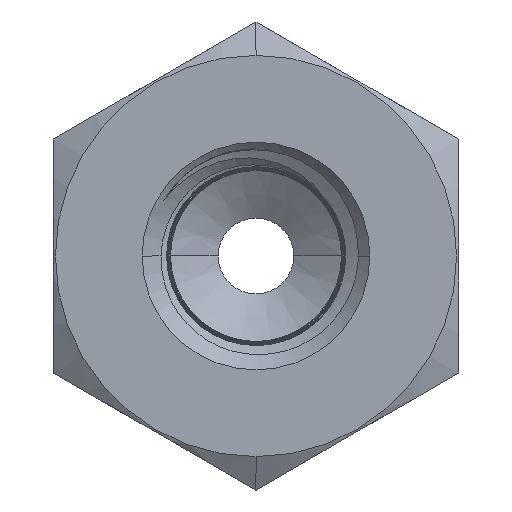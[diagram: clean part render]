
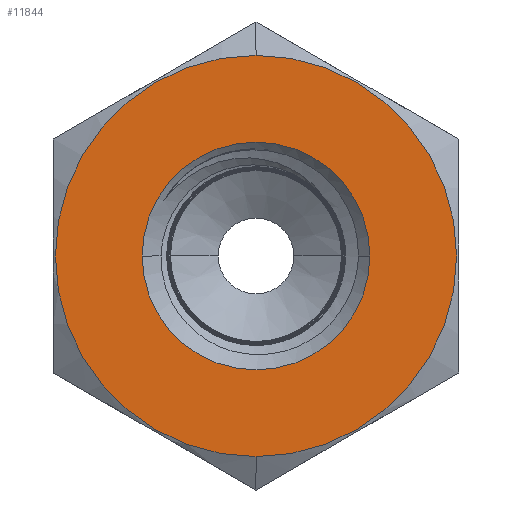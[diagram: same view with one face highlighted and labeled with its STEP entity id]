
A CAD part, front view. The second image highlights one B-rep face of the part: STEP entity #11844.
In plain terms, the highlighted planar face has unit normal (0, -1, 0).
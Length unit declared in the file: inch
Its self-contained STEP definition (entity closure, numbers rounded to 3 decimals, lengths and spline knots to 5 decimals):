
#188 = DIRECTION ( 'NONE',  ( 0., -1., 0. ) ) ;
#464 = CARTESIAN_POINT ( 'NONE',  ( 0., 0., 0. ) ) ;
#1084 = DIRECTION ( 'NONE',  ( 0., 1., 0. ) ) ;
#1144 = FACE_OUTER_BOUND ( 'NONE', #10544, .T. ) ;
#1209 = CARTESIAN_POINT ( 'NONE',  ( 0., 0., 0. ) ) ;
#1763 = EDGE_LOOP ( 'NONE', ( #6505, #8410 ) ) ;
#1861 = VERTEX_POINT ( 'NONE', #10244 ) ;
#2021 = CIRCLE ( 'NONE', #5777, 0.281 ) ;
#2026 = CARTESIAN_POINT ( 'NONE',  ( 0., 0., 0.495 ) ) ;
#2055 = EDGE_CURVE ( 'NONE', #7191, #5394, #7114, .T. ) ;
#2073 = ORIENTED_EDGE ( 'NONE', *, *, #2055, .T. ) ;
#2190 = DIRECTION ( 'NONE',  ( 1., 0., 0. ) ) ;
#3035 = CARTESIAN_POINT ( 'NONE',  ( 0.281, 0., 0. ) ) ;
#3107 = EDGE_CURVE ( 'NONE', #5394, #7191, #10739, .T. ) ;
#3108 = AXIS2_PLACEMENT_3D ( 'NONE', #5087, #9032, #2190 ) ;
#3411 = ORIENTED_EDGE ( 'NONE', *, *, #3107, .T. ) ;
#3651 = CARTESIAN_POINT ( 'NONE',  ( 0., 0., 0. ) ) ;
#3754 = EDGE_CURVE ( 'NONE', #9616, #1861, #5446, .T. ) ;
#3972 = DIRECTION ( 'NONE',  ( 1., 0., 0. ) ) ;
#4933 = DIRECTION ( 'NONE',  ( 0., 0., 1. ) ) ;
#5087 = CARTESIAN_POINT ( 'NONE',  ( 0., 0., 0. ) ) ;
#5394 = VERTEX_POINT ( 'NONE', #9296 ) ;
#5446 = CIRCLE ( 'NONE', #3108, 0.281 ) ;
#5777 = AXIS2_PLACEMENT_3D ( 'NONE', #9798, #188, #3972 ) ;
#6258 = DIRECTION ( 'NONE',  ( 0., 0., -1. ) ) ;
#6505 = ORIENTED_EDGE ( 'NONE', *, *, #3754, .F. ) ;
#6594 = DIRECTION ( 'NONE',  ( 0., 0., -1. ) ) ;
#7114 = CIRCLE ( 'NONE', #10367, 0.495 ) ;
#7191 = VERTEX_POINT ( 'NONE', #2026 ) ;
#8157 = AXIS2_PLACEMENT_3D ( 'NONE', #464, #10830, #6258 ) ;
#8410 = ORIENTED_EDGE ( 'NONE', *, *, #12129, .F. ) ;
#8587 = FACE_BOUND ( 'NONE', #1763, .T. ) ;
#8634 = AXIS2_PLACEMENT_3D ( 'NONE', #1209, #1084, #4933 ) ;
#9032 = DIRECTION ( 'NONE',  ( 0., -1., 0. ) ) ;
#9296 = CARTESIAN_POINT ( 'NONE',  ( 0., 0., -0.495 ) ) ;
#9616 = VERTEX_POINT ( 'NONE', #3035 ) ;
#9798 = CARTESIAN_POINT ( 'NONE',  ( 0., 0., 0. ) ) ;
#10244 = CARTESIAN_POINT ( 'NONE',  ( -0.281, 0., 0. ) ) ;
#10367 = AXIS2_PLACEMENT_3D ( 'NONE', #3651, #12391, #6594 ) ;
#10544 = EDGE_LOOP ( 'NONE', ( #2073, #3411 ) ) ;
#10739 = CIRCLE ( 'NONE', #8157, 0.495 ) ;
#10830 = DIRECTION ( 'NONE',  ( 0., -1., 0. ) ) ;
#10862 = PLANE ( 'NONE',  #8634 ) ;
#11844 = ADVANCED_FACE ( 'NONE', ( #1144, #8587 ), #10862, .F. ) ;
#12129 = EDGE_CURVE ( 'NONE', #1861, #9616, #2021, .T. ) ;
#12391 = DIRECTION ( 'NONE',  ( 0., -1., 0. ) ) ;
